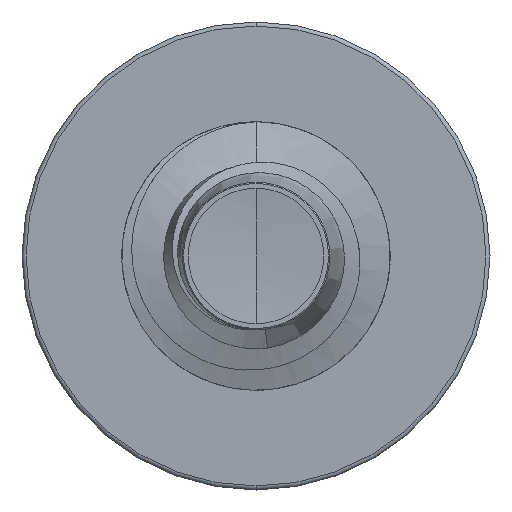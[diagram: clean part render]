
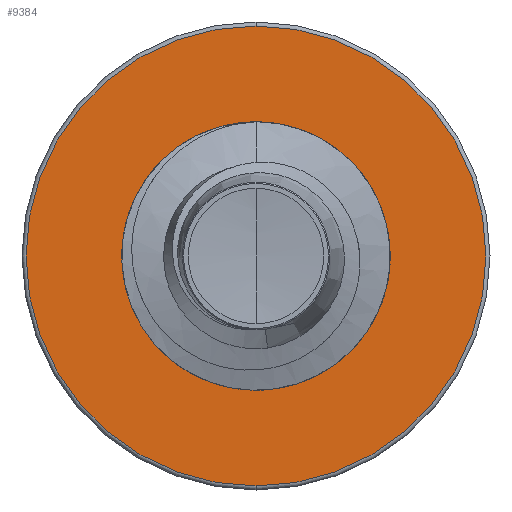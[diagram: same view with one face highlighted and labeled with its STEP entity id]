
A CAD part, front view. The second image highlights one B-rep face of the part: STEP entity #9384.
In plain terms, the highlighted planar face has unit normal (0, -1, 0).
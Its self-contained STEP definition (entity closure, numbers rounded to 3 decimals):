
#1016 = EDGE_LOOP ( 'NONE', ( #5168, #6348 ) ) ;
#1666 = CARTESIAN_POINT ( 'NONE',  ( 0., 6., -2.997 ) ) ;
#2368 = ORIENTED_EDGE ( 'NONE', *, *, #12285, .T. ) ;
#2608 = AXIS2_PLACEMENT_3D ( 'NONE', #7268, #7240, #7203 ) ;
#2722 = AXIS2_PLACEMENT_3D ( 'NONE', #7359, #7343, #7253 ) ;
#3119 = CIRCLE ( 'NONE', #4227, 1.722 ) ;
#3340 = ORIENTED_EDGE ( 'NONE', *, *, #11624, .T. ) ;
#4227 = AXIS2_PLACEMENT_3D ( 'NONE', #4981, #4971, #4952 ) ;
#4459 = CARTESIAN_POINT ( 'NONE',  ( 0., 6., -1.722 ) ) ;
#4952 = DIRECTION ( 'NONE',  ( 0., 0., 1. ) ) ;
#4971 = DIRECTION ( 'NONE',  ( 0., 1., 0. ) ) ;
#4981 = CARTESIAN_POINT ( 'NONE',  ( 0., 6., 0. ) ) ;
#5168 = ORIENTED_EDGE ( 'NONE', *, *, #11525, .F. ) ;
#5277 = EDGE_LOOP ( 'NONE', ( #2368, #3340 ) ) ;
#5921 = VERTEX_POINT ( 'NONE', #1666 ) ;
#6133 = CARTESIAN_POINT ( 'NONE',  ( 0., 6., 2.998 ) ) ;
#6279 = CARTESIAN_POINT ( 'NONE',  ( 0., 6., 1.722 ) ) ;
#6335 = DIRECTION ( 'NONE',  ( 0., 0., 1. ) ) ;
#6339 = DIRECTION ( 'NONE',  ( 0., 1., 0. ) ) ;
#6348 = ORIENTED_EDGE ( 'NONE', *, *, #12298, .F. ) ;
#6356 = CARTESIAN_POINT ( 'NONE',  ( 0., 6., 0. ) ) ;
#6863 = AXIS2_PLACEMENT_3D ( 'NONE', #7554, #7486, #7473 ) ;
#7203 = DIRECTION ( 'NONE',  ( 0., 0., 1. ) ) ;
#7240 = DIRECTION ( 'NONE',  ( 0., 1., 0. ) ) ;
#7253 = DIRECTION ( 'NONE',  ( 0., 0., 1. ) ) ;
#7268 = CARTESIAN_POINT ( 'NONE',  ( 0., 6., 0. ) ) ;
#7343 = DIRECTION ( 'NONE',  ( 0., 1., 0. ) ) ;
#7359 = CARTESIAN_POINT ( 'NONE',  ( 0., 6., 0. ) ) ;
#7473 = DIRECTION ( 'NONE',  ( 0., 0., 1. ) ) ;
#7486 = DIRECTION ( 'NONE',  ( 0., 1., 0. ) ) ;
#7490 = PLANE ( 'NONE',  #6863 ) ;
#7554 = CARTESIAN_POINT ( 'NONE',  ( 0., 6., -1.722 ) ) ;
#8209 = CIRCLE ( 'NONE', #2722, 1.722 ) ;
#9006 = VERTEX_POINT ( 'NONE', #6133 ) ;
#9348 = CIRCLE ( 'NONE', #11059, 2.998 ) ;
#9384 = ADVANCED_FACE ( 'NONE', ( #11077, #13350 ), #7490, .F. ) ;
#10153 = VERTEX_POINT ( 'NONE', #6279 ) ;
#11059 = AXIS2_PLACEMENT_3D ( 'NONE', #6356, #6339, #6335 ) ;
#11077 = FACE_OUTER_BOUND ( 'NONE', #1016, .T. ) ;
#11525 = EDGE_CURVE ( 'NONE', #9006, #5921, #9348, .T. ) ;
#11624 = EDGE_CURVE ( 'NONE', #11685, #10153, #3119, .T. ) ;
#11685 = VERTEX_POINT ( 'NONE', #4459 ) ;
#12285 = EDGE_CURVE ( 'NONE', #10153, #11685, #8209, .T. ) ;
#12298 = EDGE_CURVE ( 'NONE', #5921, #9006, #12846, .T. ) ;
#12846 = CIRCLE ( 'NONE', #2608, 2.998 ) ;
#13350 = FACE_BOUND ( 'NONE', #5277, .T. ) ;
